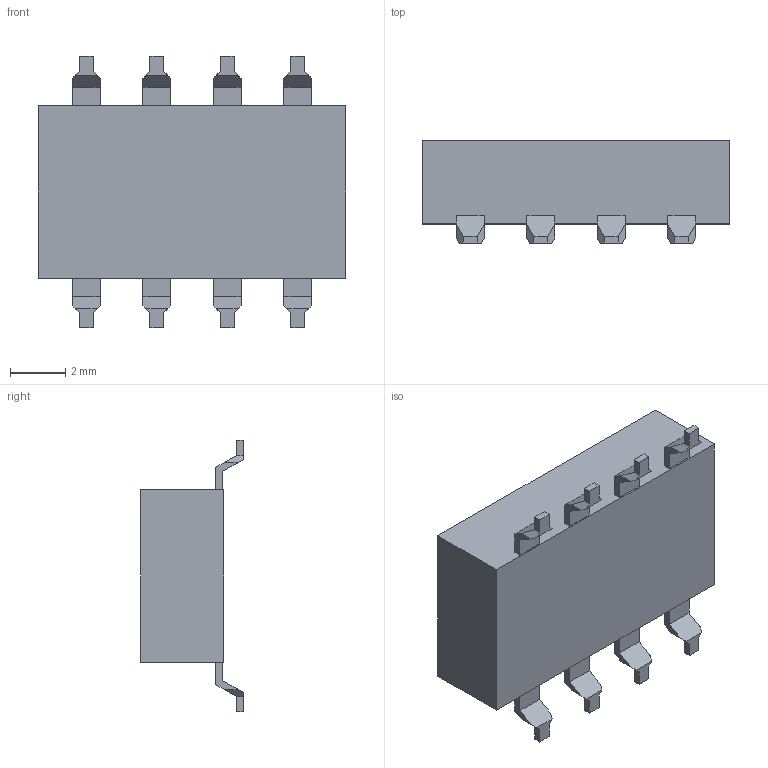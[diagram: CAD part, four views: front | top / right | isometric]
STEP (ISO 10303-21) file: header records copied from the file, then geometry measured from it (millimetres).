
FILE_DESCRIPTION(('STEP AP242'),'1');
FILE_NAME('a6s-4102-h.stp','2021-04-27T03:44:57',('TraceParts'),('TraceParts S.A.'),'Spatial InterOp 3D',' ',' ');
FILE_SCHEMA(('AP242_MANAGED_MODEL_BASED_3D_ENGINEERING_MIM_LF {1 0 10303 442 1 1 4}'));
Length unit declared in the file: millimetre
Products named in the file (1): a6s-4102-h
Bounding box: 11.1 x 3.7 x 9.8 mm (x, y, z)
Volume: 197.9 mm3; surface area: 332.6 mm2
Topology: 1 solids, 1 shells, 150 faces, 380 edges, 248 vertices
Faces by surface type: plane 150
Entity records: 7512 total; most frequent: CARTESIAN_POINT 779, ORIENTED_EDGE 760, DIRECTION 682, STYLED_ITEM 530, PRESENTATION_STYLE_ASSIGNMENT 530, COLOUR_RGB 530, EDGE_CURVE 380, CURVE_STYLE 380
